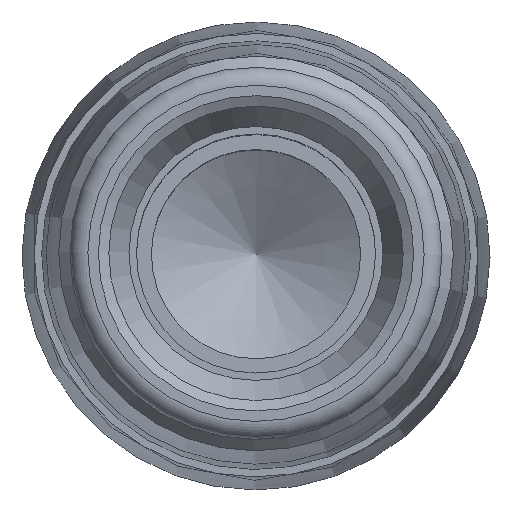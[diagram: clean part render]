
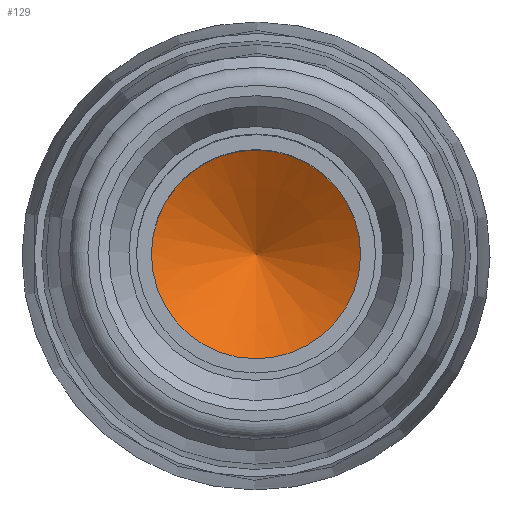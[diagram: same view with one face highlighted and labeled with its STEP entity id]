
A CAD part, top view. The second image highlights one B-rep face of the part: STEP entity #129.
In plain terms, the highlighted conical face has half-angle 60 degrees and reference radius 0 mm.
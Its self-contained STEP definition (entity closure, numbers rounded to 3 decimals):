
#91=VERTEX_LOOP('',#414);
#111=CONICAL_SURFACE('',#549,0.,60.);
#129=ADVANCED_FACE('',(#182,#183),#111,.F.);
#182=FACE_BOUND('',#263,.T.);
#183=FACE_BOUND('',#91,.T.);
#263=EDGE_LOOP('',(#343));
#343=ORIENTED_EDGE('',*,*,#454,.F.);
#413=VERTEX_POINT('',#791);
#414=VERTEX_POINT('',#792);
#454=EDGE_CURVE('',#413,#413,#494,.T.);
#494=CIRCLE('',#548,7.);
#548=AXIS2_PLACEMENT_3D('',#790,#643,#644);
#549=AXIS2_PLACEMENT_3D('',#793,#645,#646);
#643=DIRECTION('',(0.,0.,-1.));
#644=DIRECTION('',(-0.869,-0.494,0.));
#645=DIRECTION('',(0.,0.,1.));
#646=DIRECTION('',(0.869,0.494,0.));
#790=CARTESIAN_POINT('',(0.,0.,51.541));
#791=CARTESIAN_POINT('',(-6.085,-3.46,51.541));
#792=CARTESIAN_POINT('',(0.,0.,47.5));
#793=CARTESIAN_POINT('',(0.,0.,47.5));
